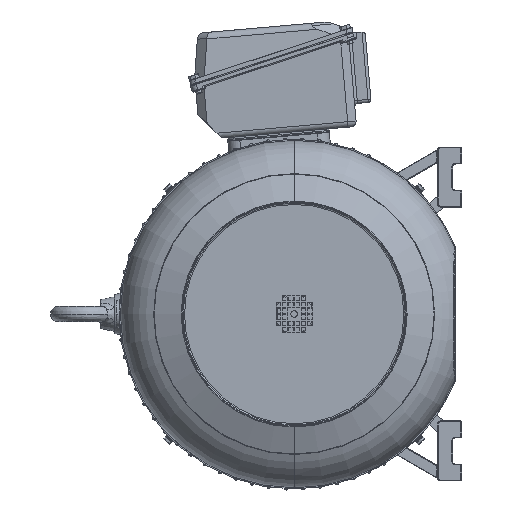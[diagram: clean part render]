
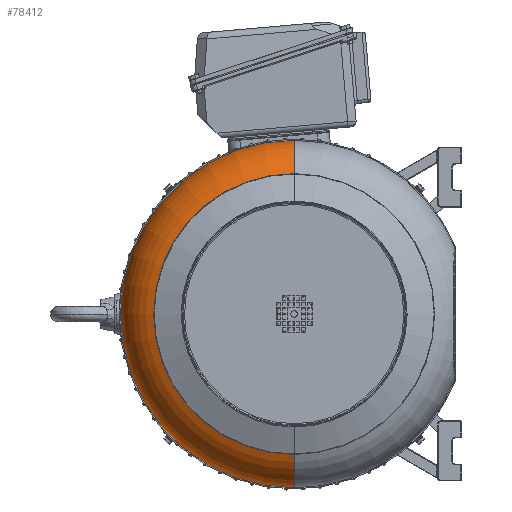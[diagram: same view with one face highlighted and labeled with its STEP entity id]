
A CAD part, left-side view. The second image highlights one B-rep face of the part: STEP entity #78412.
In plain terms, the highlighted toroidal (fillet/blend) face has major radius 200 mm and minor radius 90 mm.
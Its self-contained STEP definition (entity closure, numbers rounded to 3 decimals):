
#17966 = CARTESIAN_POINT ( 'NONE',  ( -243.803, 0., 234.442 ) ) ;
#20391 = CARTESIAN_POINT ( 'NONE',  ( -160.654, 0., 0. ) ) ;
#21551 = DIRECTION ( 'NONE',  ( 0., 0., 1. ) ) ;
#21634 = DIRECTION ( 'NONE',  ( -1., 0., 0. ) ) ;
#23224 = EDGE_CURVE ( 'NONE', #110570, #127177, #50237, .T. ) ;
#23856 = CARTESIAN_POINT ( 'NONE',  ( -243.803, 0., -234.442 ) ) ;
#26887 = VERTEX_POINT ( 'NONE', #74540 ) ;
#31450 = AXIS2_PLACEMENT_3D ( 'NONE', #63244, #168504, #88786 ) ;
#39755 = AXIS2_PLACEMENT_3D ( 'NONE', #138218, #154767, #76734 ) ;
#42045 = FACE_OUTER_BOUND ( 'NONE', #140276, .T. ) ;
#42344 = DIRECTION ( 'NONE',  ( 0., -1., 0. ) ) ;
#48292 = AXIS2_PLACEMENT_3D ( 'NONE', #20391, #111526, #21551 ) ;
#50237 = CIRCLE ( 'NONE', #115981, 90. ) ;
#51187 = VERTEX_POINT ( 'NONE', #23856 ) ;
#52264 = AXIS2_PLACEMENT_3D ( 'NONE', #151523, #21634, #61005 ) ;
#52786 = ORIENTED_EDGE ( 'NONE', *, *, #103327, .T. ) ;
#61005 = DIRECTION ( 'NONE',  ( 0., 0., 1. ) ) ;
#61953 = CIRCLE ( 'NONE', #39755, 234.442 ) ;
#62734 = CIRCLE ( 'NONE', #31450, 90. ) ;
#63244 = CARTESIAN_POINT ( 'NONE',  ( -160.654, 0., -200. ) ) ;
#74540 = CARTESIAN_POINT ( 'NONE',  ( -165., 0., -289.895 ) ) ;
#76734 = DIRECTION ( 'NONE',  ( 0., 0., 1. ) ) ;
#78412 = ADVANCED_FACE ( 'NONE', ( #42045 ), #147903, .T. ) ;
#79511 = CARTESIAN_POINT ( 'NONE',  ( -165., 0., 289.895 ) ) ;
#88786 = DIRECTION ( 'NONE',  ( 0., 0., 1. ) ) ;
#98040 = EDGE_CURVE ( 'NONE', #127177, #51187, #61953, .T. ) ;
#103023 = ORIENTED_EDGE ( 'NONE', *, *, #115299, .T. ) ;
#103327 = EDGE_CURVE ( 'NONE', #26887, #51187, #62734, .T. ) ;
#107332 = CIRCLE ( 'NONE', #52264, 289.895 ) ;
#107749 = DIRECTION ( 'NONE',  ( 0., 0., -1. ) ) ;
#110570 = VERTEX_POINT ( 'NONE', #79511 ) ;
#111526 = DIRECTION ( 'NONE',  ( -1., 0., 0. ) ) ;
#115299 = EDGE_CURVE ( 'NONE', #110570, #26887, #107332, .T. ) ;
#115981 = AXIS2_PLACEMENT_3D ( 'NONE', #120314, #42344, #107749 ) ;
#120314 = CARTESIAN_POINT ( 'NONE',  ( -160.654, 0., 200. ) ) ;
#124581 = ORIENTED_EDGE ( 'NONE', *, *, #23224, .F. ) ;
#127177 = VERTEX_POINT ( 'NONE', #17966 ) ;
#138218 = CARTESIAN_POINT ( 'NONE',  ( -243.803, 0., 0. ) ) ;
#140276 = EDGE_LOOP ( 'NONE', ( #103023, #52786, #149309, #124581 ) ) ;
#147903 = TOROIDAL_SURFACE ( 'NONE', #48292, 200., 90. ) ;
#149309 = ORIENTED_EDGE ( 'NONE', *, *, #98040, .F. ) ;
#151523 = CARTESIAN_POINT ( 'NONE',  ( -165., 0., 0. ) ) ;
#154767 = DIRECTION ( 'NONE',  ( -1., 0., 0. ) ) ;
#168504 = DIRECTION ( 'NONE',  ( 0., 1., 0. ) ) ;
